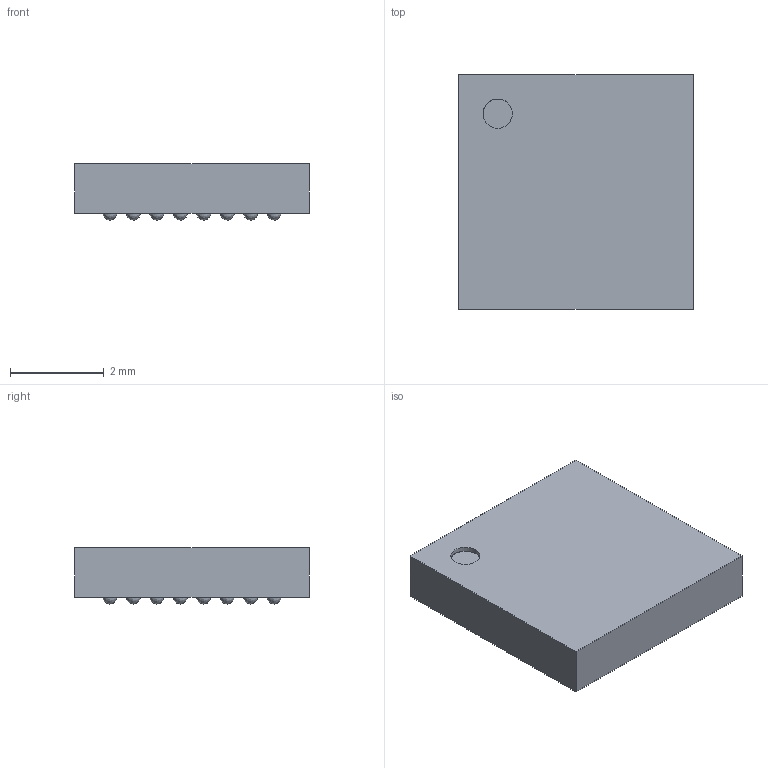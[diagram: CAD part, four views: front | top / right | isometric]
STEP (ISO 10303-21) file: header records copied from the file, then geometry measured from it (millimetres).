
FILE_DESCRIPTION (( 'STEP AP214' ), '1' );
FILE_NAME ('User Library-BGA64C50P8X8_500X500X120.STEP', '2020-12-25T10:58:46', ( '' ), ( '' ), 'SwSTEP 2.0', 'SolidWorks 2020', '' );
FILE_SCHEMA (( 'AUTOMOTIVE_DESIGN' ));
Length unit declared in the file: millimetre
Products named in the file (6): Open_CASCADE_STEP_translator_6.8_7.2.1; 6038979200; Body; User Library-BGA64C50P8X8_500X500X120; Open_CASCADE_STEP_translator_6.8_7.1; ball
Assembly tree (68 placements, depth 4):
  User Library-BGA64C50P8X8_500X500X120
    6038979200
      Open_CASCADE_STEP_translator_6.8_7.1
      Body
        Open_CASCADE_STEP_translator_6.8_7.2.1
      ball  x64
Bounding box: 5 x 5 x 1.2 mm (x, y, z)
Volume: 27.1 mm3; surface area: 89.6 mm2
Topology: 65 solids, 66 shells, 138 faces, 404 edges, 142 vertices
Faces by surface type: bspline 128, plane 8, cylinder 2
Entity records: 1196 total; most frequent: CARTESIAN_POINT 204, DIRECTION 194, AXIS2_PLACEMENT_3D 90, PRODUCT_DEFINITION_SHAPE 74, CONTEXT_DEPENDENT_SHAPE_REPRESENTATION 68, ITEM_DEFINED_TRANSFORMATION 68, NEXT_ASSEMBLY_USAGE_OCCURRENCE 68, ORIENTED_EDGE 42
